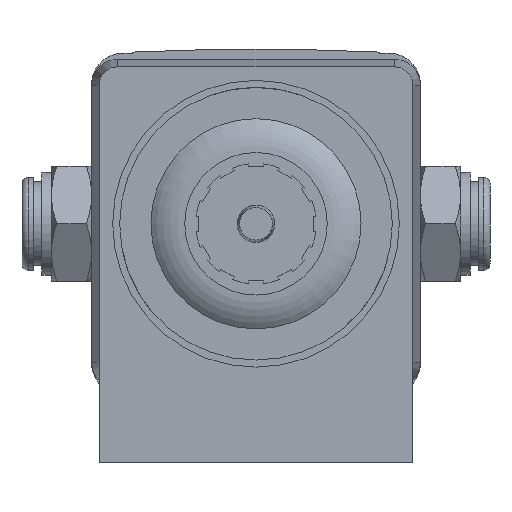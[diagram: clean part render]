
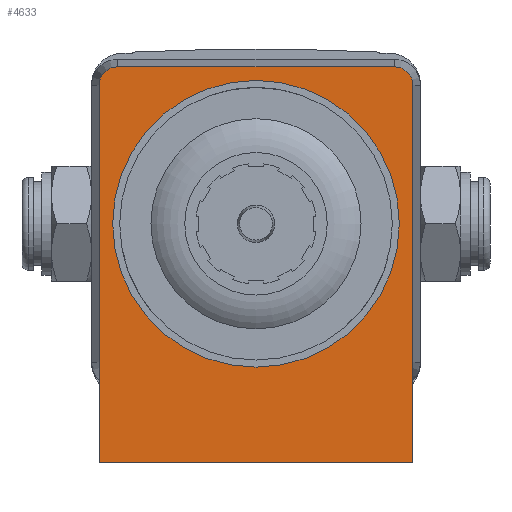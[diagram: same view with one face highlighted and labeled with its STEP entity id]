
A CAD part, front view. The second image highlights one B-rep face of the part: STEP entity #4633.
In plain terms, the highlighted planar face has unit normal (0, -1, 0).
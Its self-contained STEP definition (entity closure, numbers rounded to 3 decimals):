
#127=FACE_BOUND('',#691,.T.);
#206=PLANE('',#4965);
#412=FACE_OUTER_BOUND('',#690,.T.);
#690=EDGE_LOOP('',(#3494,#3495,#3496,#3497,#3498,#3499));
#691=EDGE_LOOP('',(#3500));
#946=CIRCLE('',#4955,17.5);
#949=CIRCLE('',#4960,2.267);
#951=CIRCLE('',#4964,2.267);
#1179=LINE('',#12705,#1604);
#1186=LINE('',#12724,#1611);
#1191=LINE('',#12741,#1616);
#1197=LINE('',#12757,#1622);
#1604=VECTOR('',#5539,10.);
#1611=VECTOR('',#5556,10.);
#1616=VECTOR('',#5575,10.);
#1622=VECTOR('',#5589,10.);
#2097=VERTEX_POINT('',#12702);
#2098=VERTEX_POINT('',#12704);
#2105=VERTEX_POINT('',#12722);
#2108=VERTEX_POINT('',#12734);
#2110=VERTEX_POINT('',#12740);
#2114=VERTEX_POINT('',#12750);
#2116=VERTEX_POINT('',#12756);
#2610=EDGE_CURVE('',#2098,#2097,#1179,.T.);
#2620=EDGE_CURVE('',#2097,#2105,#1186,.T.);
#2625=EDGE_CURVE('',#2108,#2108,#946,.T.);
#2628=EDGE_CURVE('',#2110,#2098,#1191,.T.);
#2633=EDGE_CURVE('',#2114,#2110,#949,.T.);
#2636=EDGE_CURVE('',#2116,#2114,#1197,.T.);
#2639=EDGE_CURVE('',#2105,#2116,#951,.T.);
#3494=ORIENTED_EDGE('',*,*,#2620,.T.);
#3495=ORIENTED_EDGE('',*,*,#2639,.T.);
#3496=ORIENTED_EDGE('',*,*,#2636,.T.);
#3497=ORIENTED_EDGE('',*,*,#2633,.T.);
#3498=ORIENTED_EDGE('',*,*,#2628,.T.);
#3499=ORIENTED_EDGE('',*,*,#2610,.T.);
#3500=ORIENTED_EDGE('',*,*,#2625,.T.);
#4633=ADVANCED_FACE('',(#412,#127),#206,.T.);
#4955=AXIS2_PLACEMENT_3D('',#12735,#5568,#5569);
#4960=AXIS2_PLACEMENT_3D('',#12751,#5583,#5584);
#4964=AXIS2_PLACEMENT_3D('',#12761,#5595,#5596);
#4965=AXIS2_PLACEMENT_3D('',#12762,#5597,#5598);
#5539=DIRECTION('',(1.,0.,0.));
#5556=DIRECTION('',(0.,0.,1.));
#5568=DIRECTION('center_axis',(0.,1.,0.));
#5569=DIRECTION('ref_axis',(1.,0.,0.));
#5575=DIRECTION('',(0.,0.,-1.));
#5583=DIRECTION('center_axis',(0.,-1.,0.));
#5584=DIRECTION('ref_axis',(0.,0.,1.));
#5589=DIRECTION('',(-1.,0.,0.));
#5595=DIRECTION('center_axis',(0.,-1.,0.));
#5596=DIRECTION('ref_axis',(1.,0.,0.));
#5597=DIRECTION('center_axis',(0.,-1.,0.));
#5598=DIRECTION('ref_axis',(1.,0.,0.));
#12702=CARTESIAN_POINT('',(19.158,-33.48,-29.158));
#12704=CARTESIAN_POINT('',(-19.158,-33.48,-29.158));
#12705=CARTESIAN_POINT('',(-19.158,-33.48,-29.158));
#12722=CARTESIAN_POINT('',(19.158,-33.48,16.891));
#12724=CARTESIAN_POINT('',(19.158,-33.48,-16.891));
#12734=CARTESIAN_POINT('',(-17.5,-33.48,0.));
#12735=CARTESIAN_POINT('Origin',(0.,-33.48,0.));
#12740=CARTESIAN_POINT('',(-19.158,-33.48,16.891));
#12741=CARTESIAN_POINT('',(-19.158,-33.48,-16.891));
#12750=CARTESIAN_POINT('',(-16.891,-33.48,19.158));
#12751=CARTESIAN_POINT('Origin',(-16.891,-33.48,16.891));
#12756=CARTESIAN_POINT('',(16.891,-33.48,19.158));
#12757=CARTESIAN_POINT('',(16.891,-33.48,19.158));
#12761=CARTESIAN_POINT('Origin',(16.891,-33.48,16.891));
#12762=CARTESIAN_POINT('Origin',(0.,-33.48,-5.));
